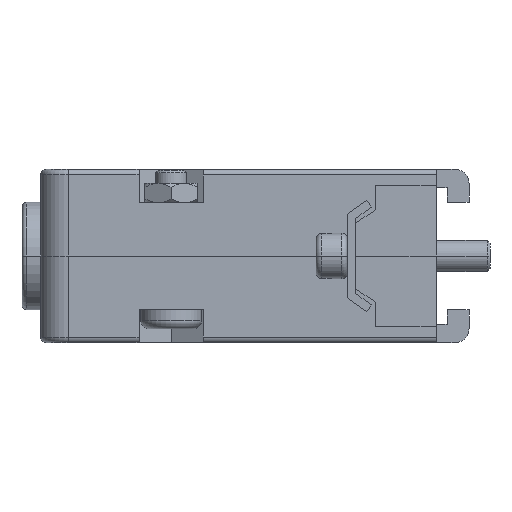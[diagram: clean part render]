
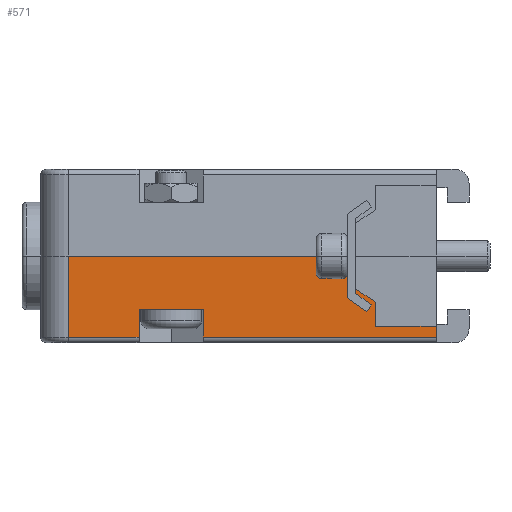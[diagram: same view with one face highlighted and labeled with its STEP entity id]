
A CAD part, left-side view. The second image highlights one B-rep face of the part: STEP entity #571.
In plain terms, the highlighted planar face has unit normal (-1, 0, 0).
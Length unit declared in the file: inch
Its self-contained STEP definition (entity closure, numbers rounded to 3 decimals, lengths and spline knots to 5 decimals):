
#134 = VECTOR ( 'NONE', #1441, 39.37008 ) ;
#138 = EDGE_CURVE ( 'NONE', #7647, #6187, #1394, .T. ) ;
#199 = DIRECTION ( 'NONE',  ( 0., 0., 1. ) ) ;
#218 = ORIENTED_EDGE ( 'NONE', *, *, #4162, .T. ) ;
#350 = EDGE_LOOP ( 'NONE', ( #9130, #7105, #5243, #3228, #3001, #7508, #218, #422, #2929, #6699, #8015, #5041 ) ) ;
#422 = ORIENTED_EDGE ( 'NONE', *, *, #5853, .T. ) ;
#449 = CARTESIAN_POINT ( 'NONE',  ( -0.39567, -0.49213, -0.16535 ) ) ;
#541 = DIRECTION ( 'NONE',  ( 0., -1., 0. ) ) ;
#571 = ADVANCED_FACE ( 'Face3', ( #663 ), #3779, .T. ) ;
#663 = FACE_OUTER_BOUND ( 'NONE', #350, .T. ) ;
#883 = VERTEX_POINT ( 'NONE', #4362 ) ;
#1235 = CARTESIAN_POINT ( 'NONE',  ( -0.39567, -0.49213, -0.25197 ) ) ;
#1332 = VECTOR ( 'NONE', #8772, 39.37008 ) ;
#1337 = EDGE_CURVE ( 'NONE', #1921, #883, #4074, .T. ) ;
#1394 = LINE ( 'NONE', #3739, #3712 ) ;
#1441 = DIRECTION ( 'NONE',  ( 0., 1., 0. ) ) ;
#1468 = EDGE_CURVE ( 'NONE', #2888, #9026, #8698, .T. ) ;
#1504 = DIRECTION ( 'NONE',  ( 0., 0.833, 0.553 ) ) ;
#1535 = DIRECTION ( 'NONE',  ( 0., -1., 0. ) ) ;
#1632 = EDGE_CURVE ( 'NONE', #883, #4793, #2154, .T. ) ;
#1805 = VERTEX_POINT ( 'NONE', #6217 ) ;
#1921 = VERTEX_POINT ( 'NONE', #4232 ) ;
#2014 = VECTOR ( 'NONE', #1504, 39.37008 ) ;
#2137 = DIRECTION ( 'NONE',  ( 0., 0., -1. ) ) ;
#2154 = LINE ( 'NONE', #1235, #134 ) ;
#2320 = CARTESIAN_POINT ( 'NONE',  ( -0.39567, 0.35713, -0.19102 ) ) ;
#2342 = LINE ( 'NONE', #7650, #6232 ) ;
#2428 = EDGE_CURVE ( 'NONE', #8693, #9026, #2983, .T. ) ;
#2511 = VECTOR ( 'NONE', #2137, 39.37008 ) ;
#2839 = LINE ( 'NONE', #8959, #4754 ) ;
#2859 = CARTESIAN_POINT ( 'NONE',  ( -0.39567, 0.61063, -0.31102 ) ) ;
#2888 = VERTEX_POINT ( 'NONE', #9555 ) ;
#2929 = ORIENTED_EDGE ( 'NONE', *, *, #7934, .T. ) ;
#2983 = LINE ( 'NONE', #3909, #4729 ) ;
#3001 = ORIENTED_EDGE ( 'NONE', *, *, #1337, .T. ) ;
#3004 = DIRECTION ( 'NONE',  ( 0., 1., 0. ) ) ;
#3013 = VECTOR ( 'NONE', #3277, 39.37008 ) ;
#3129 = EDGE_CURVE ( 'NONE', #6190, #2888, #2342, .T. ) ;
#3218 = VECTOR ( 'NONE', #199, 39.37008 ) ;
#3228 = ORIENTED_EDGE ( 'NONE', *, *, #4522, .T. ) ;
#3277 = DIRECTION ( 'NONE',  ( 0., 0., 1. ) ) ;
#3447 = VERTEX_POINT ( 'NONE', #9716 ) ;
#3475 = CARTESIAN_POINT ( 'NONE',  ( -0.39567, 0.12713, -0.19102 ) ) ;
#3557 = DIRECTION ( 'NONE',  ( 0., 0., 1. ) ) ;
#3712 = VECTOR ( 'NONE', #9366, 39.37008 ) ;
#3739 = CARTESIAN_POINT ( 'NONE',  ( -0.39567, 0.61063, 0. ) ) ;
#3779 = PLANE ( 'NONE',  #8967 ) ;
#3909 = CARTESIAN_POINT ( 'NONE',  ( -0.39567, 0.61063, -0.29102 ) ) ;
#4014 = EDGE_CURVE ( 'NONE', #8693, #7647, #5617, .T. ) ;
#4074 = LINE ( 'NONE', #4850, #3218 ) ;
#4162 = EDGE_CURVE ( 'NONE', #4793, #1805, #9844, .T. ) ;
#4232 = CARTESIAN_POINT ( 'NONE',  ( -0.39567, -0.71063, -0.29102 ) ) ;
#4362 = CARTESIAN_POINT ( 'NONE',  ( -0.39567, -0.71063, -0.25197 ) ) ;
#4522 = EDGE_CURVE ( 'Edge1', #8320, #1921, #2839, .T. ) ;
#4729 = VECTOR ( 'NONE', #6860, 39.37008 ) ;
#4754 = VECTOR ( 'NONE', #541, 39.37008 ) ;
#4793 = VERTEX_POINT ( 'NONE', #8996 ) ;
#4850 = CARTESIAN_POINT ( 'NONE',  ( -0.39567, -0.71063, -0.31102 ) ) ;
#4925 = CARTESIAN_POINT ( 'NONE',  ( -0.39567, 0.35713, -0.29102 ) ) ;
#5041 = ORIENTED_EDGE ( 'NONE', *, *, #2428, .T. ) ;
#5060 = CARTESIAN_POINT ( 'NONE',  ( -0.39567, -0.42087, 0. ) ) ;
#5243 = ORIENTED_EDGE ( 'NONE', *, *, #7423, .T. ) ;
#5438 = DIRECTION ( 'NONE',  ( 0., 0., -1. ) ) ;
#5585 = LINE ( 'NONE', #8743, #3013 ) ;
#5617 = LINE ( 'NONE', #7948, #1332 ) ;
#5853 = EDGE_CURVE ( 'NONE', #1805, #3447, #9273, .T. ) ;
#6187 = VERTEX_POINT ( 'NONE', #5060 ) ;
#6190 = VERTEX_POINT ( 'NONE', #3475 ) ;
#6217 = CARTESIAN_POINT ( 'NONE',  ( -0.39567, -0.49213, -0.16535 ) ) ;
#6232 = VECTOR ( 'NONE', #3004, 39.37008 ) ;
#6255 = VECTOR ( 'NONE', #3557, 39.37008 ) ;
#6256 = CARTESIAN_POINT ( 'NONE',  ( -0.39567, 0.61063, 0. ) ) ;
#6699 = ORIENTED_EDGE ( 'NONE', *, *, #138, .F. ) ;
#6860 = DIRECTION ( 'NONE',  ( 0., -1., 0. ) ) ;
#7105 = ORIENTED_EDGE ( 'NONE', *, *, #3129, .F. ) ;
#7423 = EDGE_CURVE ( 'NONE', #6190, #8320, #9849, .T. ) ;
#7508 = ORIENTED_EDGE ( 'NONE', *, *, #1632, .T. ) ;
#7647 = VERTEX_POINT ( 'NONE', #6256 ) ;
#7650 = CARTESIAN_POINT ( 'NONE',  ( -0.39567, 0.35713, -0.19102 ) ) ;
#7841 = VECTOR ( 'NONE', #5438, 39.37008 ) ;
#7934 = EDGE_CURVE ( 'Edge2', #3447, #6187, #5585, .T. ) ;
#7948 = CARTESIAN_POINT ( 'NONE',  ( -0.39567, 0.61063, -0.31102 ) ) ;
#8015 = ORIENTED_EDGE ( 'NONE', *, *, #4014, .F. ) ;
#8320 = VERTEX_POINT ( 'NONE', #8438 ) ;
#8427 = DIRECTION ( 'NONE',  ( -1., 0., 0. ) ) ;
#8438 = CARTESIAN_POINT ( 'NONE',  ( -0.39567, 0.12713, -0.29102 ) ) ;
#8693 = VERTEX_POINT ( 'NONE', #9406 ) ;
#8698 = LINE ( 'NONE', #2320, #7841 ) ;
#8743 = CARTESIAN_POINT ( 'NONE',  ( -0.39567, -0.42087, 0. ) ) ;
#8772 = DIRECTION ( 'NONE',  ( 0., 0., 1. ) ) ;
#8959 = CARTESIAN_POINT ( 'NONE',  ( -0.39567, 0.61063, -0.29102 ) ) ;
#8967 = AXIS2_PLACEMENT_3D ( 'NONE', #2859, #8427, #1535 ) ;
#8996 = CARTESIAN_POINT ( 'NONE',  ( -0.39567, -0.49213, -0.25197 ) ) ;
#9026 = VERTEX_POINT ( 'NONE', #4925 ) ;
#9130 = ORIENTED_EDGE ( 'NONE', *, *, #1468, .F. ) ;
#9273 = LINE ( 'NONE', #9978, #2014 ) ;
#9366 = DIRECTION ( 'NONE',  ( 0., -1., 0. ) ) ;
#9406 = CARTESIAN_POINT ( 'NONE',  ( -0.39567, 0.61063, -0.29102 ) ) ;
#9555 = CARTESIAN_POINT ( 'NONE',  ( -0.39567, 0.35713, -0.19102 ) ) ;
#9716 = CARTESIAN_POINT ( 'NONE',  ( -0.39567, -0.42087, -0.11811 ) ) ;
#9844 = LINE ( 'NONE', #449, #6255 ) ;
#9849 = LINE ( 'NONE', #9898, #2511 ) ;
#9898 = CARTESIAN_POINT ( 'NONE',  ( -0.39567, 0.12713, -0.19102 ) ) ;
#9978 = CARTESIAN_POINT ( 'NONE',  ( -0.39567, -0.42087, -0.11811 ) ) ;
